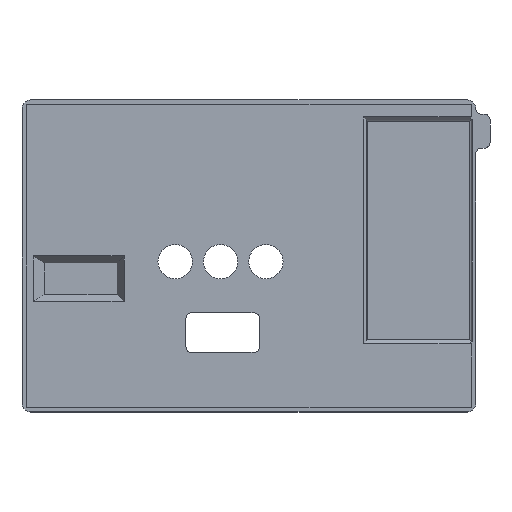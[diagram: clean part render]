
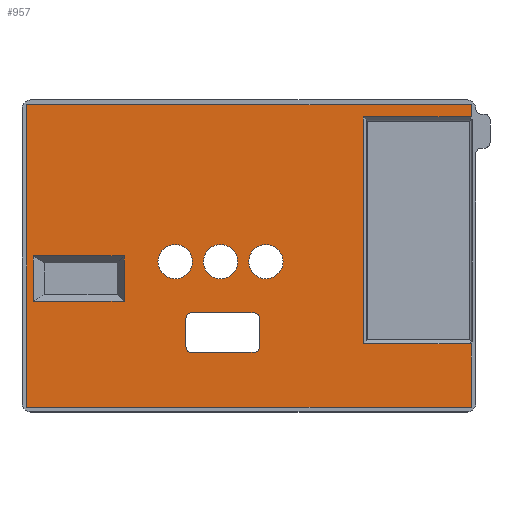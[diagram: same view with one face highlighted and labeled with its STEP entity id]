
A CAD part, top view. The second image highlights one B-rep face of the part: STEP entity #957.
In plain terms, the highlighted planar face has unit normal (0, 0, 1).
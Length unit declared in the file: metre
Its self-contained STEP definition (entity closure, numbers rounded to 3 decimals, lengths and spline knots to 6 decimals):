
#45=CIRCLE('',#1027,0.00605);
#46=CIRCLE('',#1028,0.00605);
#47=CIRCLE('',#1029,0.00605);
#48=CIRCLE('',#1030,0.002);
#49=CIRCLE('',#1031,0.002);
#50=CIRCLE('',#1032,0.002);
#51=CIRCLE('',#1033,0.002);
#86=ORIENTED_EDGE('',*,*,#363,.F.);
#87=ORIENTED_EDGE('',*,*,#366,.T.);
#88=ORIENTED_EDGE('',*,*,#367,.T.);
#89=ORIENTED_EDGE('',*,*,#368,.T.);
#90=ORIENTED_EDGE('',*,*,#369,.F.);
#91=ORIENTED_EDGE('',*,*,#370,.F.);
#92=ORIENTED_EDGE('',*,*,#371,.T.);
#93=ORIENTED_EDGE('',*,*,#372,.T.);
#94=ORIENTED_EDGE('',*,*,#373,.T.);
#95=ORIENTED_EDGE('',*,*,#374,.T.);
#96=ORIENTED_EDGE('',*,*,#375,.T.);
#97=ORIENTED_EDGE('',*,*,#376,.T.);
#98=ORIENTED_EDGE('',*,*,#377,.F.);
#99=ORIENTED_EDGE('',*,*,#378,.F.);
#100=ORIENTED_EDGE('',*,*,#379,.F.);
#101=ORIENTED_EDGE('',*,*,#380,.F.);
#102=ORIENTED_EDGE('',*,*,#381,.T.);
#103=ORIENTED_EDGE('',*,*,#382,.T.);
#104=ORIENTED_EDGE('',*,*,#383,.T.);
#105=ORIENTED_EDGE('',*,*,#384,.T.);
#106=ORIENTED_EDGE('',*,*,#385,.T.);
#107=ORIENTED_EDGE('',*,*,#386,.F.);
#108=ORIENTED_EDGE('',*,*,#387,.T.);
#363=EDGE_CURVE('',#503,#504,#595,.T.);
#366=EDGE_CURVE('',#503,#506,#598,.T.);
#367=EDGE_CURVE('',#506,#507,#599,.T.);
#368=EDGE_CURVE('',#507,#508,#600,.T.);
#369=EDGE_CURVE('',#509,#508,#601,.T.);
#370=EDGE_CURVE('',#510,#509,#602,.T.);
#371=EDGE_CURVE('',#510,#511,#603,.F.);
#372=EDGE_CURVE('',#511,#504,#604,.F.);
#373=EDGE_CURVE('',#512,#513,#605,.T.);
#374=EDGE_CURVE('',#513,#514,#606,.T.);
#375=EDGE_CURVE('',#514,#515,#607,.T.);
#376=EDGE_CURVE('',#515,#512,#608,.T.);
#377=EDGE_CURVE('',#516,#516,#45,.T.);
#378=EDGE_CURVE('',#517,#517,#46,.T.);
#379=EDGE_CURVE('',#518,#518,#47,.T.);
#380=EDGE_CURVE('',#519,#520,#609,.T.);
#381=EDGE_CURVE('',#519,#521,#48,.F.);
#382=EDGE_CURVE('',#521,#522,#610,.T.);
#383=EDGE_CURVE('',#522,#523,#49,.F.);
#384=EDGE_CURVE('',#523,#524,#611,.T.);
#385=EDGE_CURVE('',#524,#525,#50,.F.);
#386=EDGE_CURVE('',#526,#525,#612,.T.);
#387=EDGE_CURVE('',#526,#520,#51,.F.);
#503=VERTEX_POINT('',#1411);
#504=VERTEX_POINT('',#1413);
#506=VERTEX_POINT('',#1419);
#507=VERTEX_POINT('',#1421);
#508=VERTEX_POINT('',#1423);
#509=VERTEX_POINT('',#1425);
#510=VERTEX_POINT('',#1427);
#511=VERTEX_POINT('',#1429);
#512=VERTEX_POINT('',#1432);
#513=VERTEX_POINT('',#1433);
#514=VERTEX_POINT('',#1435);
#515=VERTEX_POINT('',#1437);
#516=VERTEX_POINT('',#1440);
#517=VERTEX_POINT('',#1442);
#518=VERTEX_POINT('',#1444);
#519=VERTEX_POINT('',#1446);
#520=VERTEX_POINT('',#1447);
#521=VERTEX_POINT('',#1449);
#522=VERTEX_POINT('',#1451);
#523=VERTEX_POINT('',#1453);
#524=VERTEX_POINT('',#1455);
#525=VERTEX_POINT('',#1457);
#526=VERTEX_POINT('',#1459);
#595=LINE('',#1412,#691);
#598=LINE('',#1418,#694);
#599=LINE('',#1420,#695);
#600=LINE('',#1422,#696);
#601=LINE('',#1424,#697);
#602=LINE('',#1426,#698);
#603=LINE('',#1428,#699);
#604=LINE('',#1430,#700);
#605=LINE('',#1431,#701);
#606=LINE('',#1434,#702);
#607=LINE('',#1436,#703);
#608=LINE('',#1438,#704);
#609=LINE('',#1445,#705);
#610=LINE('',#1450,#706);
#611=LINE('',#1454,#707);
#612=LINE('',#1458,#708);
#691=VECTOR('',#1125,1.);
#694=VECTOR('',#1130,1.);
#695=VECTOR('',#1131,1.);
#696=VECTOR('',#1132,1.);
#697=VECTOR('',#1133,1.);
#698=VECTOR('',#1134,1.);
#699=VECTOR('',#1135,1.);
#700=VECTOR('',#1136,1.);
#701=VECTOR('',#1137,1.);
#702=VECTOR('',#1138,1.);
#703=VECTOR('',#1139,1.);
#704=VECTOR('',#1140,1.);
#705=VECTOR('',#1147,1.);
#706=VECTOR('',#1150,1.);
#707=VECTOR('',#1153,1.);
#708=VECTOR('',#1156,1.);
#786=EDGE_LOOP('',(#86,#87,#88,#89,#90,#91,#92,#93));
#787=EDGE_LOOP('',(#94,#95,#96,#97));
#788=EDGE_LOOP('',(#98));
#789=EDGE_LOOP('',(#99));
#790=EDGE_LOOP('',(#100));
#791=EDGE_LOOP('',(#101,#102,#103,#104,#105,#106,#107,#108));
#856=FACE_BOUND('',#786,.T.);
#857=FACE_BOUND('',#787,.T.);
#858=FACE_BOUND('',#788,.T.);
#859=FACE_BOUND('',#789,.T.);
#860=FACE_BOUND('',#790,.T.);
#861=FACE_BOUND('',#791,.T.);
#926=PLANE('',#1026);
#957=ADVANCED_FACE('',(#856,#857,#858,#859,#860,#861),#926,.T.);
#1026=AXIS2_PLACEMENT_3D('',#1417,#1128,#1129);
#1027=AXIS2_PLACEMENT_3D('',#1439,#1141,#1142);
#1028=AXIS2_PLACEMENT_3D('',#1441,#1143,#1144);
#1029=AXIS2_PLACEMENT_3D('',#1443,#1145,#1146);
#1030=AXIS2_PLACEMENT_3D('',#1448,#1148,#1149);
#1031=AXIS2_PLACEMENT_3D('',#1452,#1151,#1152);
#1032=AXIS2_PLACEMENT_3D('',#1456,#1154,#1155);
#1033=AXIS2_PLACEMENT_3D('',#1460,#1157,#1158);
#1125=DIRECTION('',(0.,-1.,0.));
#1128=DIRECTION('',(0.,0.,1.));
#1129=DIRECTION('',(1.,0.,0.));
#1130=DIRECTION('',(-1.,0.,0.));
#1131=DIRECTION('',(0.,1.,0.));
#1132=DIRECTION('',(1.,0.,0.));
#1133=DIRECTION('',(0.,-1.,0.));
#1134=DIRECTION('',(1.,0.,0.));
#1135=DIRECTION('',(0.,1.,0.));
#1136=DIRECTION('',(-1.,0.,0.));
#1137=DIRECTION('',(0.,1.,0.));
#1138=DIRECTION('',(1.,0.,0.));
#1139=DIRECTION('',(0.,-1.,0.));
#1140=DIRECTION('',(-1.,0.,0.));
#1141=DIRECTION('',(0.,0.,1.));
#1142=DIRECTION('',(1.,0.,0.));
#1143=DIRECTION('',(0.,0.,1.));
#1144=DIRECTION('',(1.,0.,0.));
#1145=DIRECTION('',(0.,0.,1.));
#1146=DIRECTION('',(1.,0.,0.));
#1147=DIRECTION('',(-1.,0.,0.));
#1148=DIRECTION('',(0.,0.,1.));
#1149=DIRECTION('',(1.,0.,0.));
#1150=DIRECTION('',(0.,-1.,0.));
#1151=DIRECTION('',(0.,0.,1.));
#1152=DIRECTION('',(1.,0.,0.));
#1153=DIRECTION('',(-1.,0.,0.));
#1154=DIRECTION('',(0.,0.,1.));
#1155=DIRECTION('',(1.,0.,0.));
#1156=DIRECTION('',(0.,-1.,0.));
#1157=DIRECTION('',(0.,0.,1.));
#1158=DIRECTION('',(1.,0.,0.));
#1411=CARTESIAN_POINT('',(0.088386,-0.026,0.0065));
#1412=CARTESIAN_POINT('',(0.088386,0.005,0.0065));
#1413=CARTESIAN_POINT('',(0.088386,-0.048386,0.0065));
#1417=CARTESIAN_POINT('',(0.01,0.005,0.0065));
#1418=CARTESIAN_POINT('',(0.01,-0.026,0.0065));
#1419=CARTESIAN_POINT('',(0.050386,-0.026,0.0065));
#1420=CARTESIAN_POINT('',(0.050386,0.053,0.0065));
#1421=CARTESIAN_POINT('',(0.050386,0.054,0.0065));
#1422=CARTESIAN_POINT('',(0.088386,0.054,0.0065));
#1423=CARTESIAN_POINT('',(0.088386,0.054,0.0065));
#1424=CARTESIAN_POINT('',(0.088386,0.005,0.0065));
#1425=CARTESIAN_POINT('',(0.088386,0.058386,0.0065));
#1426=CARTESIAN_POINT('',(0.01,0.058386,0.0065));
#1427=CARTESIAN_POINT('',(-0.068386,0.058386,0.0065));
#1428=CARTESIAN_POINT('',(-0.068386,0.005,0.0065));
#1429=CARTESIAN_POINT('',(-0.068386,-0.048386,0.0065));
#1430=CARTESIAN_POINT('',(0.01,-0.048386,0.0065));
#1431=CARTESIAN_POINT('',(-0.066,0.005,0.0065));
#1432=CARTESIAN_POINT('',(-0.066,-0.011,0.0065));
#1433=CARTESIAN_POINT('',(-0.066,0.005,0.0065));
#1434=CARTESIAN_POINT('',(0.01,0.005,0.0065));
#1435=CARTESIAN_POINT('',(-0.034,0.005,0.0065));
#1436=CARTESIAN_POINT('',(-0.034,0.005,0.0065));
#1437=CARTESIAN_POINT('',(-0.034,-0.011,0.0065));
#1438=CARTESIAN_POINT('',(-0.058,-0.011,0.0065));
#1439=CARTESIAN_POINT('',(-0.016008,0.003,0.0065));
#1440=CARTESIAN_POINT('',(-0.009958,0.003,0.0065));
#1441=CARTESIAN_POINT('',(-0.000008,0.003,0.0065));
#1442=CARTESIAN_POINT('',(0.006042,0.003,0.0065));
#1443=CARTESIAN_POINT('',(0.015992,0.003,0.0065));
#1444=CARTESIAN_POINT('',(0.022042,0.003,0.0065));
#1445=CARTESIAN_POINT('',(0.01,-0.015,0.0065));
#1446=CARTESIAN_POINT('',(0.0118,-0.015,0.0065));
#1447=CARTESIAN_POINT('',(-0.0102,-0.015,0.0065));
#1448=CARTESIAN_POINT('',(0.0118,-0.017,0.0065));
#1449=CARTESIAN_POINT('',(0.0138,-0.017,0.0065));
#1450=CARTESIAN_POINT('',(0.0138,0.005,0.0065));
#1451=CARTESIAN_POINT('',(0.0138,-0.027,0.0065));
#1452=CARTESIAN_POINT('',(0.0118,-0.027,0.0065));
#1453=CARTESIAN_POINT('',(0.0118,-0.029,0.0065));
#1454=CARTESIAN_POINT('',(0.01,-0.029,0.0065));
#1455=CARTESIAN_POINT('',(-0.0102,-0.029,0.0065));
#1456=CARTESIAN_POINT('',(-0.0102,-0.027,0.0065));
#1457=CARTESIAN_POINT('',(-0.0122,-0.027,0.0065));
#1458=CARTESIAN_POINT('',(-0.0122,0.005,0.0065));
#1459=CARTESIAN_POINT('',(-0.0122,-0.017,0.0065));
#1460=CARTESIAN_POINT('',(-0.0102,-0.017,0.0065));
